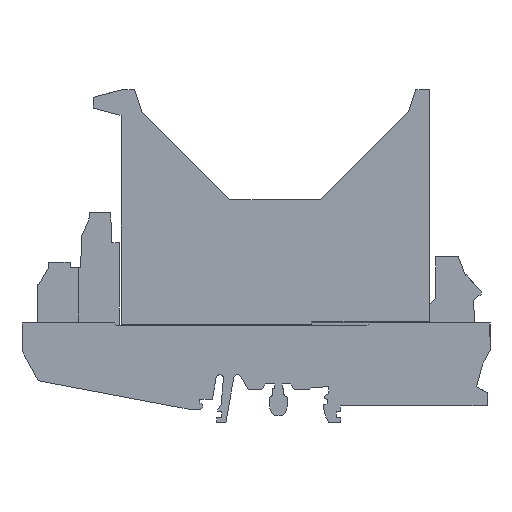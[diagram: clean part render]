
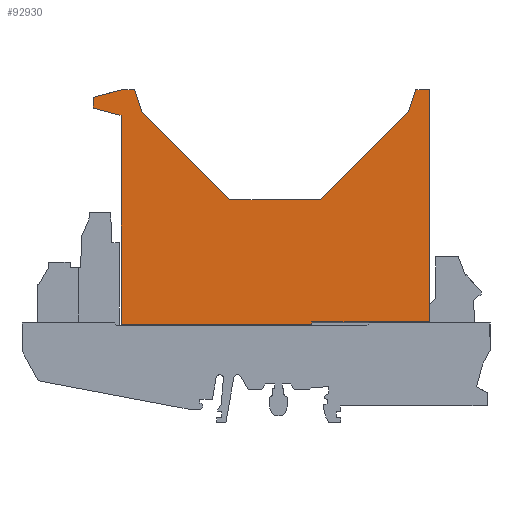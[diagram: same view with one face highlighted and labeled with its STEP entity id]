
A CAD part, left-side view. The second image highlights one B-rep face of the part: STEP entity #92930.
In plain terms, the highlighted planar face has unit normal (-1, 0, 0).
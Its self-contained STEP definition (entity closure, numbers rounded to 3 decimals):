
#13380=CARTESIAN_POINT('',(114.885,96.922,0.));
#13390=DIRECTION('',(0.,0.,-1.));
#13400=VECTOR('',#13390,1.);
#13410=LINE('',#13380,#13400);
#13420=CARTESIAN_POINT('',(114.885,96.922,
59.829));
#13430=VERTEX_POINT('',#13420);
#13440=CARTESIAN_POINT('',(114.885,96.922,
2.9));
#13450=VERTEX_POINT('',#13440);
#13460=EDGE_CURVE('',#13430,#13450,#13410,.T.);
#19440=CARTESIAN_POINT('',(114.885,44.922,0.));
#19450=DIRECTION('',(0.,0.,1.));
#19460=VECTOR('',#19450,1.);
#19470=LINE('',#19440,#19460);
#19480=CARTESIAN_POINT('',(114.885,44.922,
2.9));
#19490=VERTEX_POINT('',#19480);
#19500=CARTESIAN_POINT('',(114.885,44.922,
3.6));
#19510=VERTEX_POINT('',#19500);
#19520=EDGE_CURVE('',#19490,#19510,#19470,.T.);
#87780=CARTESIAN_POINT('',(114.885,12.922,
3.6));
#87790=VERTEX_POINT('',#87780);
#87820=CARTESIAN_POINT('',(114.885,12.922,0.));
#87830=DIRECTION('',(0.,0.,1.));
#87840=VECTOR('',#87830,1.);
#87850=LINE('',#87820,#87840);
#87860=CARTESIAN_POINT('',(114.885,12.922,
66.9));
#87870=VERTEX_POINT('',#87860);
#87880=EDGE_CURVE('',#87790,#87870,#87850,.T.);
#89300=CARTESIAN_POINT('',(114.885,104.422,0.));
#89310=DIRECTION('',(0.,0.,-1.));
#89320=VECTOR('',#89310,1.);
#89330=LINE('',#89300,#89320);
#89340=CARTESIAN_POINT('',(114.885,104.422,
64.775));
#89350=VERTEX_POINT('',#89340);
#89360=CARTESIAN_POINT('',(114.885,104.422,
61.839));
#89370=VERTEX_POINT('',#89360);
#89380=EDGE_CURVE('',#89350,#89370,#89330,.T.);
#90150=CARTESIAN_POINT('',(114.885,38.872,0.));
#90160=DIRECTION('',(0.,0.316,
-0.949));
#90170=VECTOR('',#90160,1.);
#90180=LINE('',#90150,#90170);
#90190=CARTESIAN_POINT('',(114.885,16.572,
66.9));
#90200=VERTEX_POINT('',#90190);
#90210=CARTESIAN_POINT('',(114.885,18.572,60.9));
#90220=VERTEX_POINT('',#90210);
#90230=EDGE_CURVE('',#90200,#90220,#90180,.T.);
#91770=CARTESIAN_POINT('',(114.885,0.,
66.9));
#91780=DIRECTION('',(0.,1.,0.));
#91790=VECTOR('',#91780,1.);
#91800=LINE('',#91770,#91790);
#91810=EDGE_CURVE('',#87870,#90200,#91800,.T.);
#92040=CARTESIAN_POINT('',(114.885,0.,
3.6));
#92050=DIRECTION('',(0.,1.,0.));
#92060=VECTOR('',#92050,1.);
#92070=LINE('',#92040,#92060);
#92080=EDGE_CURVE('',#87790,#19510,#92070,.T.);
#92210=CARTESIAN_POINT('',(114.885,81.988,
30.734));
#92220=DIRECTION('',(-1.,0.,0.));
#92230=DIRECTION('',(0.,-1.,0.));
#92240=AXIS2_PLACEMENT_3D('',#92210,#92220,#92230);
#92250=PLANE('',#92240);
#92260=ORIENTED_EDGE('',*,*,#92080,.F.);
#92270=ORIENTED_EDGE('',*,*,#19520,.T.);
#92280=CARTESIAN_POINT('',(114.885,0.,
2.9));
#92290=DIRECTION('',(0.,-1.,0.));
#92300=VECTOR('',#92290,1.);
#92310=LINE('',#92280,#92300);
#92320=EDGE_CURVE('',#13450,#19490,#92310,.T.);
#92330=ORIENTED_EDGE('',*,*,#92320,.T.);
#92340=ORIENTED_EDGE('',*,*,#13460,.T.);
#92350=CARTESIAN_POINT('',(114.885,0.,
33.859));
#92360=DIRECTION('',(0.,-0.966,
-0.259));
#92370=VECTOR('',#92360,1.);
#92380=LINE('',#92350,#92370);
#92390=EDGE_CURVE('',#89370,#13430,#92380,.T.);
#92400=ORIENTED_EDGE('',*,*,#92390,.T.);
#92410=ORIENTED_EDGE('',*,*,#89380,.T.);
#92420=CARTESIAN_POINT('',(114.885,0.,
92.755));
#92430=DIRECTION('',(0.,0.966,
-0.259));
#92440=VECTOR('',#92430,1.);
#92450=LINE('',#92420,#92440);
#92460=CARTESIAN_POINT('',(114.885,96.492,
66.9));
#92470=VERTEX_POINT('',#92460);
#92480=EDGE_CURVE('',#92470,#89350,#92450,.T.);
#92490=ORIENTED_EDGE('',*,*,#92480,.T.);
#92500=CARTESIAN_POINT('',(114.885,0.,
66.9));
#92510=DIRECTION('',(0.,1.,0.));
#92520=VECTOR('',#92510,1.);
#92530=LINE('',#92500,#92520);
#92540=CARTESIAN_POINT('',(114.885,93.272,
66.9));
#92550=VERTEX_POINT('',#92540);
#92560=EDGE_CURVE('',#92550,#92470,#92530,.T.);
#92570=ORIENTED_EDGE('',*,*,#92560,.T.);
#92580=CARTESIAN_POINT('',(114.885,70.972,0.));
#92590=DIRECTION('',(0.,0.316,
0.949));
#92600=VECTOR('',#92590,1.);
#92610=LINE('',#92580,#92600);
#92620=CARTESIAN_POINT('',(114.885,91.272,
60.9));
#92630=VERTEX_POINT('',#92620);
#92640=EDGE_CURVE('',#92630,#92550,#92610,.T.);
#92650=ORIENTED_EDGE('',*,*,#92640,.T.);
#92660=CARTESIAN_POINT('',(114.885,0.,
-30.372));
#92670=DIRECTION('',(0.,-0.707,
-0.707));
#92680=VECTOR('',#92670,1.);
#92690=LINE('',#92660,#92680);
#92700=CARTESIAN_POINT('',(114.885,67.272,36.9));
#92710=VERTEX_POINT('',#92700);
#92720=EDGE_CURVE('',#92630,#92710,#92690,.T.);
#92730=ORIENTED_EDGE('',*,*,#92720,.F.);
#92740=CARTESIAN_POINT('',(114.885,0.,36.9));
#92750=DIRECTION('',(0.,1.,0.));
#92760=VECTOR('',#92750,1.);
#92770=LINE('',#92740,#92760);
#92780=CARTESIAN_POINT('',(114.885,42.572,36.9));
#92790=VERTEX_POINT('',#92780);
#92800=EDGE_CURVE('',#92790,#92710,#92770,.T.);
#92810=ORIENTED_EDGE('',*,*,#92800,.T.);
#92820=CARTESIAN_POINT('',(114.885,79.472,0.));
#92830=DIRECTION('',(0.,-0.707,
0.707));
#92840=VECTOR('',#92830,1.);
#92850=LINE('',#92820,#92840);
#92860=EDGE_CURVE('',#92790,#90220,#92850,.T.);
#92870=ORIENTED_EDGE('',*,*,#92860,.F.);
#92880=ORIENTED_EDGE('',*,*,#90230,.T.);
#92890=ORIENTED_EDGE('',*,*,#91810,.T.);
#92900=ORIENTED_EDGE('',*,*,#87880,.T.);
#92910=EDGE_LOOP('',(#92900,#92890,#92880,#92870,#92810,#92730,#92650,
#92570,#92490,#92410,#92400,#92340,#92330,#92270,#92260));
#92920=FACE_OUTER_BOUND('',#92910,.T.);
#92930=ADVANCED_FACE('',(#92920),#92250,.T.);
